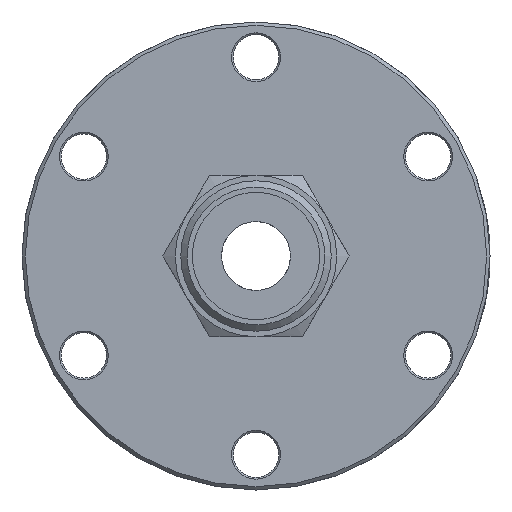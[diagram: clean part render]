
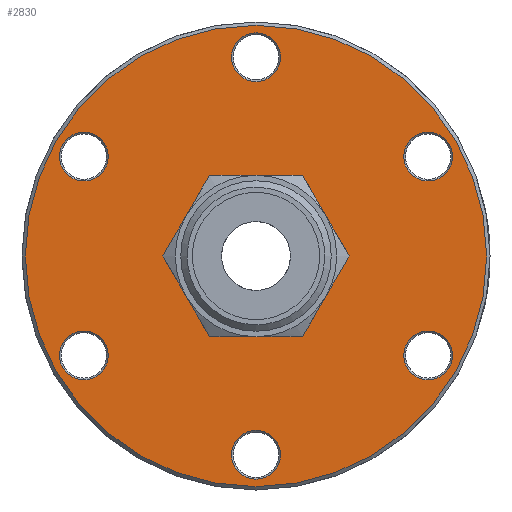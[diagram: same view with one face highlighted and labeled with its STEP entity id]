
A CAD part, front view. The second image highlights one B-rep face of the part: STEP entity #2830.
In plain terms, the highlighted planar face has unit normal (0, -1, 0).
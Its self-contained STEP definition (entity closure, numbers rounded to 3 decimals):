
#265=FACE_BOUND('',#557,.T.);
#266=FACE_BOUND('',#558,.T.);
#267=FACE_BOUND('',#559,.T.);
#268=FACE_BOUND('',#560,.T.);
#269=FACE_BOUND('',#561,.T.);
#270=FACE_BOUND('',#562,.T.);
#271=FACE_BOUND('',#563,.T.);
#296=PLANE('',#3108);
#391=FACE_OUTER_BOUND('',#556,.T.);
#556=EDGE_LOOP('',(#1935));
#557=EDGE_LOOP('',(#1936));
#558=EDGE_LOOP('',(#1937));
#559=EDGE_LOOP('',(#1938));
#560=EDGE_LOOP('',(#1939));
#561=EDGE_LOOP('',(#1940));
#562=EDGE_LOOP('',(#1941));
#563=EDGE_LOOP('',(#1942));
#1060=CIRCLE('',#3102,6.35);
#1064=CIRCLE('',#3107,34.05);
#1065=CIRCLE('',#3109,3.6);
#1066=CIRCLE('',#3110,3.6);
#1067=CIRCLE('',#3111,3.6);
#1068=CIRCLE('',#3112,3.6);
#1069=CIRCLE('',#3113,3.6);
#1070=CIRCLE('',#3114,3.6);
#1200=VERTEX_POINT('',#4151);
#1204=VERTEX_POINT('',#4161);
#1205=VERTEX_POINT('',#4165);
#1206=VERTEX_POINT('',#4167);
#1207=VERTEX_POINT('',#4169);
#1208=VERTEX_POINT('',#4171);
#1209=VERTEX_POINT('',#4173);
#1210=VERTEX_POINT('',#4175);
#1490=EDGE_CURVE('',#1200,#1200,#1060,.T.);
#1496=EDGE_CURVE('',#1204,#1204,#1064,.T.);
#1497=EDGE_CURVE('',#1205,#1205,#1065,.T.);
#1498=EDGE_CURVE('',#1206,#1206,#1066,.T.);
#1499=EDGE_CURVE('',#1207,#1207,#1067,.T.);
#1500=EDGE_CURVE('',#1208,#1208,#1068,.T.);
#1501=EDGE_CURVE('',#1209,#1209,#1069,.T.);
#1502=EDGE_CURVE('',#1210,#1210,#1070,.T.);
#1935=ORIENTED_EDGE('',*,*,#1496,.F.);
#1936=ORIENTED_EDGE('',*,*,#1490,.T.);
#1937=ORIENTED_EDGE('',*,*,#1497,.F.);
#1938=ORIENTED_EDGE('',*,*,#1498,.F.);
#1939=ORIENTED_EDGE('',*,*,#1499,.F.);
#1940=ORIENTED_EDGE('',*,*,#1500,.F.);
#1941=ORIENTED_EDGE('',*,*,#1501,.F.);
#1942=ORIENTED_EDGE('',*,*,#1502,.F.);
#2830=ADVANCED_FACE('',(#391,#265,#266,#267,#268,#269,#270,#271),#296,.T.);
#3102=AXIS2_PLACEMENT_3D('',#4152,#3403,#3404);
#3107=AXIS2_PLACEMENT_3D('',#4163,#3415,#3416);
#3108=AXIS2_PLACEMENT_3D('',#4164,#3417,#3418);
#3109=AXIS2_PLACEMENT_3D('',#4166,#3419,#3420);
#3110=AXIS2_PLACEMENT_3D('',#4168,#3421,#3422);
#3111=AXIS2_PLACEMENT_3D('',#4170,#3423,#3424);
#3112=AXIS2_PLACEMENT_3D('',#4172,#3425,#3426);
#3113=AXIS2_PLACEMENT_3D('',#4174,#3427,#3428);
#3114=AXIS2_PLACEMENT_3D('',#4176,#3429,#3430);
#3403=DIRECTION('center_axis',(0.,1.,0.));
#3404=DIRECTION('ref_axis',(-1.,0.,0.));
#3415=DIRECTION('center_axis',(0.,1.,0.));
#3416=DIRECTION('ref_axis',(1.,0.,0.));
#3417=DIRECTION('center_axis',(0.,-1.,0.));
#3418=DIRECTION('ref_axis',(0.,0.,-1.));
#3419=DIRECTION('center_axis',(0.,-1.,0.));
#3420=DIRECTION('ref_axis',(0.5,0.,0.866));
#3421=DIRECTION('center_axis',(0.,-1.,0.));
#3422=DIRECTION('ref_axis',(-1.,0.,0.));
#3423=DIRECTION('center_axis',(0.,-1.,0.));
#3424=DIRECTION('ref_axis',(0.5,0.,-0.866));
#3425=DIRECTION('center_axis',(0.,-1.,0.));
#3426=DIRECTION('ref_axis',(1.,0.,0.));
#3427=DIRECTION('center_axis',(0.,-1.,0.));
#3428=DIRECTION('ref_axis',(-0.5,0.,-0.866));
#3429=DIRECTION('center_axis',(0.,-1.,0.));
#3430=DIRECTION('ref_axis',(-0.5,0.,0.866));
#4151=CARTESIAN_POINT('',(6.35,0.,0.));
#4152=CARTESIAN_POINT('Origin',(0.,0.,0.));
#4161=CARTESIAN_POINT('',(-34.05,0.,0.));
#4163=CARTESIAN_POINT('Origin',(0.,0.,0.));
#4164=CARTESIAN_POINT('Origin',(-34.55,0.,0.));
#4165=CARTESIAN_POINT('',(23.618,0.,-17.793));
#4166=CARTESIAN_POINT('Origin',(25.418,0.,-14.675));
#4167=CARTESIAN_POINT('',(3.6,0.,29.35));
#4168=CARTESIAN_POINT('Origin',(0.,0.,29.35));
#4169=CARTESIAN_POINT('',(-27.218,0.,-11.557));
#4170=CARTESIAN_POINT('Origin',(-25.418,0.,-14.675));
#4171=CARTESIAN_POINT('',(-3.6,0.,-29.35));
#4172=CARTESIAN_POINT('Origin',(0.,0.,-29.35));
#4173=CARTESIAN_POINT('',(-23.618,0.,17.793));
#4174=CARTESIAN_POINT('Origin',(-25.418,0.,14.675));
#4175=CARTESIAN_POINT('',(27.218,0.,11.557));
#4176=CARTESIAN_POINT('Origin',(25.418,0.,14.675));
